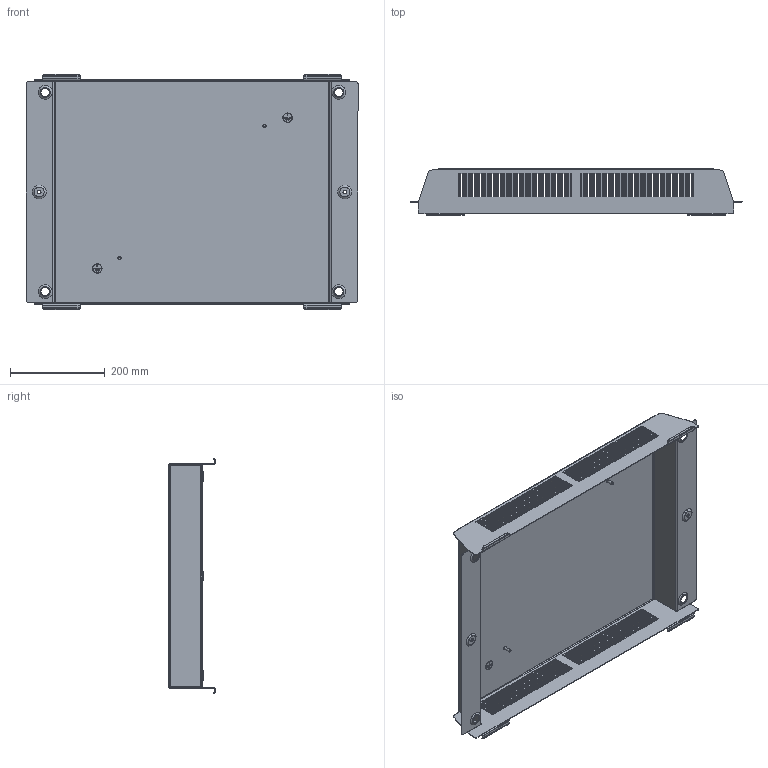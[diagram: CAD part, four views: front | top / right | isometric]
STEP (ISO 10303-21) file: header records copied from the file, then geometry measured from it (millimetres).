
FILE_DESCRIPTION (( 'STEP AP214' ), '1' );
FILE_NAME ('627.502.STEP', '2024-09-27T09:58:42', ( '' ), ( '' ), 'SwSTEP 2.0', 'SolidWorks 2021', '' );
FILE_SCHEMA (( 'AUTOMOTIVE_DESIGN' ));
Length unit declared in the file: millimetre
Products named in the file (4): Øïèëüêà ïðèâàðíàÿ Ì6õ16; Âåíòèëÿöèîííàÿ W700D500; Çíàê çàçåìëåíèÿ ô20ìì; 627.502
Assembly tree (5 placements, depth 2):
  627.502
    Âåíòèëÿöèîííàÿ W700D500
    Øïèëüêà ïðèâàðíàÿ Ì6õ16  x2
    Çíàê çàçåìëåíèÿ ô20ìì  x2
Bounding box: 700 x 98.1 x 496.6 mm (x, y, z)
Volume: 740663.4 mm3; surface area: 1023672 mm2
Topology: 5 solids, 5 shells, 1062 faces, 2968 edges, 1940 vertices
Faces by surface type: plane 946, cylinder 80, cone 28, bspline 8
Entity records: 33651 total; most frequent: CARTESIAN_POINT 6036, ORIENTED_EDGE 5772, DIRECTION 5108, EDGE_CURVE 2886, VECTOR 2648, LINE 2648, VERTEX_POINT 1886, EDGE_LOOP 1438
